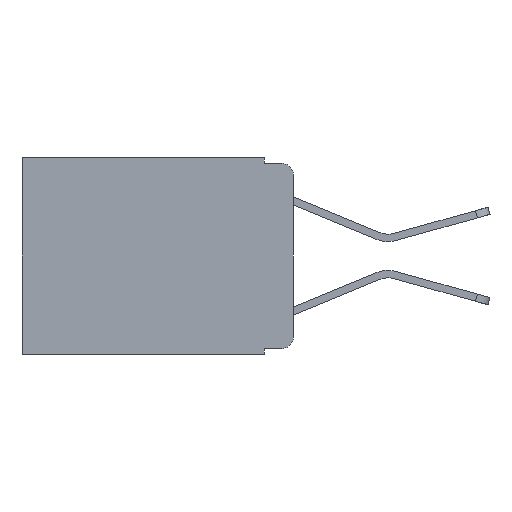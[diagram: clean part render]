
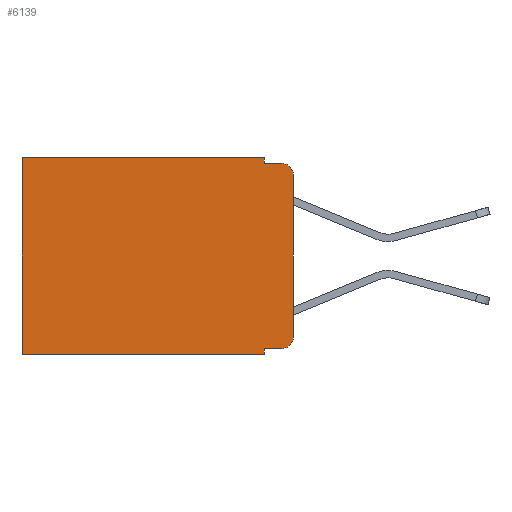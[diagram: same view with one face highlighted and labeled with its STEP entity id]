
A CAD part, left-side view. The second image highlights one B-rep face of the part: STEP entity #6139.
In plain terms, the highlighted planar face has unit normal (-1, 0, 0).
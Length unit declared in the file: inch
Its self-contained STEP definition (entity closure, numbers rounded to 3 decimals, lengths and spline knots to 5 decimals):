
#435 = VERTEX_POINT ( 'NONE', #19346 ) ;
#507 = DIRECTION ( 'NONE',  ( 0., 0., -1. ) ) ;
#515 = LINE ( 'NONE', #1208, #5127 ) ;
#1145 = CIRCLE ( 'NONE', #8758, 0.02 ) ;
#1208 = CARTESIAN_POINT ( 'NONE',  ( 0.298, 0., 0. ) ) ;
#1614 = LINE ( 'NONE', #16425, #18722 ) ;
#1742 = VERTEX_POINT ( 'NONE', #21354 ) ;
#1957 = ORIENTED_EDGE ( 'NONE', *, *, #15710, .F. ) ;
#2225 = CARTESIAN_POINT ( 'NONE',  ( 0.298, 0.051, 0. ) ) ;
#2246 = ORIENTED_EDGE ( 'NONE', *, *, #10386, .T. ) ;
#2257 = VERTEX_POINT ( 'NONE', #9584 ) ;
#2520 = DIRECTION ( 'NONE',  ( 1., 0., 0. ) ) ;
#2549 = DIRECTION ( 'NONE',  ( 0., -1., 0. ) ) ;
#2700 = CARTESIAN_POINT ( 'NONE',  ( 0.298, 0.02, -0.03 ) ) ;
#3343 = ORIENTED_EDGE ( 'NONE', *, *, #4420, .F. ) ;
#4012 = VERTEX_POINT ( 'NONE', #8440 ) ;
#4207 = VERTEX_POINT ( 'NONE', #21227 ) ;
#4420 = EDGE_CURVE ( 'NONE', #14538, #10271, #1614, .T. ) ;
#4430 = DIRECTION ( 'NONE',  ( 0., 0., -1. ) ) ;
#4519 = CARTESIAN_POINT ( 'NONE',  ( 0.298, 0., 0. ) ) ;
#4824 = VERTEX_POINT ( 'NONE', #8364 ) ;
#4930 = LINE ( 'NONE', #16998, #8350 ) ;
#5127 = VECTOR ( 'NONE', #12925, 39.37008 ) ;
#5235 = ORIENTED_EDGE ( 'NONE', *, *, #10982, .F. ) ;
#5393 = CARTESIAN_POINT ( 'NONE',  ( 0.298, 0., -0.03 ) ) ;
#5571 = AXIS2_PLACEMENT_3D ( 'NONE', #2700, #14320, #4430 ) ;
#6072 = CARTESIAN_POINT ( 'NONE',  ( 0.298, 0.051, -0.01 ) ) ;
#6139 = ADVANCED_FACE ( 'NONE', ( #21442 ), #9279, .F. ) ;
#6217 = AXIS2_PLACEMENT_3D ( 'NONE', #12527, #2520, #14162 ) ;
#6423 = VERTEX_POINT ( 'NONE', #5393 ) ;
#6550 = EDGE_LOOP ( 'NONE', ( #9429, #2246, #3343, #5235, #18813, #8109, #17285, #1957, #11436, #9411 ) ) ;
#7429 = CARTESIAN_POINT ( 'NONE',  ( 0.298, 0.02, -0.01 ) ) ;
#7436 = EDGE_CURVE ( 'NONE', #4207, #435, #14503, .T. ) ;
#7676 = CARTESIAN_POINT ( 'NONE',  ( 0.298, 0.051, -0.333 ) ) ;
#7856 = DIRECTION ( 'NONE',  ( 0., 0., -1. ) ) ;
#8109 = ORIENTED_EDGE ( 'NONE', *, *, #18618, .T. ) ;
#8147 = CARTESIAN_POINT ( 'NONE',  ( 0.298, 0.02, -0.313 ) ) ;
#8165 = LINE ( 'NONE', #4519, #16328 ) ;
#8288 = VECTOR ( 'NONE', #10898, 39.37008 ) ;
#8350 = VECTOR ( 'NONE', #18617, 39.37008 ) ;
#8364 = CARTESIAN_POINT ( 'NONE',  ( 0.298, 0.051, -0.333 ) ) ;
#8440 = CARTESIAN_POINT ( 'NONE',  ( 0.298, 0.02, -0.333 ) ) ;
#8758 = AXIS2_PLACEMENT_3D ( 'NONE', #8147, #19526, #9812 ) ;
#9279 = PLANE ( 'NONE',  #6217 ) ;
#9411 = ORIENTED_EDGE ( 'NONE', *, *, #18988, .T. ) ;
#9429 = ORIENTED_EDGE ( 'NONE', *, *, #17114, .F. ) ;
#9528 = LINE ( 'NONE', #12276, #18153 ) ;
#9584 = CARTESIAN_POINT ( 'NONE',  ( 0.298, 0.051, 0. ) ) ;
#9656 = DIRECTION ( 'NONE',  ( 0., 1., 0. ) ) ;
#9812 = DIRECTION ( 'NONE',  ( 0., 0., -1. ) ) ;
#10271 = VERTEX_POINT ( 'NONE', #7429 ) ;
#10280 = VECTOR ( 'NONE', #17100, 39.37008 ) ;
#10386 = EDGE_CURVE ( 'NONE', #6423, #10271, #16922, .T. ) ;
#10898 = DIRECTION ( 'NONE',  ( 0., -1., 0. ) ) ;
#10982 = EDGE_CURVE ( 'NONE', #2257, #14538, #9528, .T. ) ;
#11436 = ORIENTED_EDGE ( 'NONE', *, *, #14506, .T. ) ;
#12276 = CARTESIAN_POINT ( 'NONE',  ( 0.298, 0.051, 0. ) ) ;
#12519 = CARTESIAN_POINT ( 'NONE',  ( 0.298, 0.473, 0. ) ) ;
#12527 = CARTESIAN_POINT ( 'NONE',  ( 0.298, 0., 0. ) ) ;
#12925 = DIRECTION ( 'NONE',  ( 0., 1., 0. ) ) ;
#13464 = VECTOR ( 'NONE', #9656, 39.37008 ) ;
#14162 = DIRECTION ( 'NONE',  ( 0., 0., -1. ) ) ;
#14320 = DIRECTION ( 'NONE',  ( -1., 0., 0. ) ) ;
#14492 = VERTEX_POINT ( 'NONE', #12519 ) ;
#14503 = LINE ( 'NONE', #17736, #13464 ) ;
#14506 = EDGE_CURVE ( 'NONE', #4824, #4012, #21224, .T. ) ;
#14538 = VERTEX_POINT ( 'NONE', #6072 ) ;
#14668 = EDGE_CURVE ( 'NONE', #2257, #14492, #515, .T. ) ;
#15710 = EDGE_CURVE ( 'NONE', #4824, #4207, #18921, .T. ) ;
#16328 = VECTOR ( 'NONE', #7856, 39.37008 ) ;
#16425 = CARTESIAN_POINT ( 'NONE',  ( 0.298, 0.051, -0.01 ) ) ;
#16922 = CIRCLE ( 'NONE', #5571, 0.02 ) ;
#16998 = CARTESIAN_POINT ( 'NONE',  ( 0.298, 0.473, 0. ) ) ;
#17100 = DIRECTION ( 'NONE',  ( 0., 0., -1. ) ) ;
#17114 = EDGE_CURVE ( 'NONE', #6423, #1742, #8165, .T. ) ;
#17285 = ORIENTED_EDGE ( 'NONE', *, *, #7436, .F. ) ;
#17736 = CARTESIAN_POINT ( 'NONE',  ( 0.298, 0., -0.343 ) ) ;
#18153 = VECTOR ( 'NONE', #507, 39.37008 ) ;
#18617 = DIRECTION ( 'NONE',  ( 0., 0., -1. ) ) ;
#18618 = EDGE_CURVE ( 'NONE', #14492, #435, #4930, .T. ) ;
#18722 = VECTOR ( 'NONE', #2549, 39.37008 ) ;
#18813 = ORIENTED_EDGE ( 'NONE', *, *, #14668, .T. ) ;
#18921 = LINE ( 'NONE', #2225, #10280 ) ;
#18988 = EDGE_CURVE ( 'NONE', #4012, #1742, #1145, .T. ) ;
#19346 = CARTESIAN_POINT ( 'NONE',  ( 0.298, 0.473, -0.343 ) ) ;
#19526 = DIRECTION ( 'NONE',  ( -1., 0., 0. ) ) ;
#21224 = LINE ( 'NONE', #7676, #8288 ) ;
#21227 = CARTESIAN_POINT ( 'NONE',  ( 0.298, 0.051, -0.343 ) ) ;
#21354 = CARTESIAN_POINT ( 'NONE',  ( 0.298, 0., -0.313 ) ) ;
#21442 = FACE_OUTER_BOUND ( 'NONE', #6550, .T. ) ;
